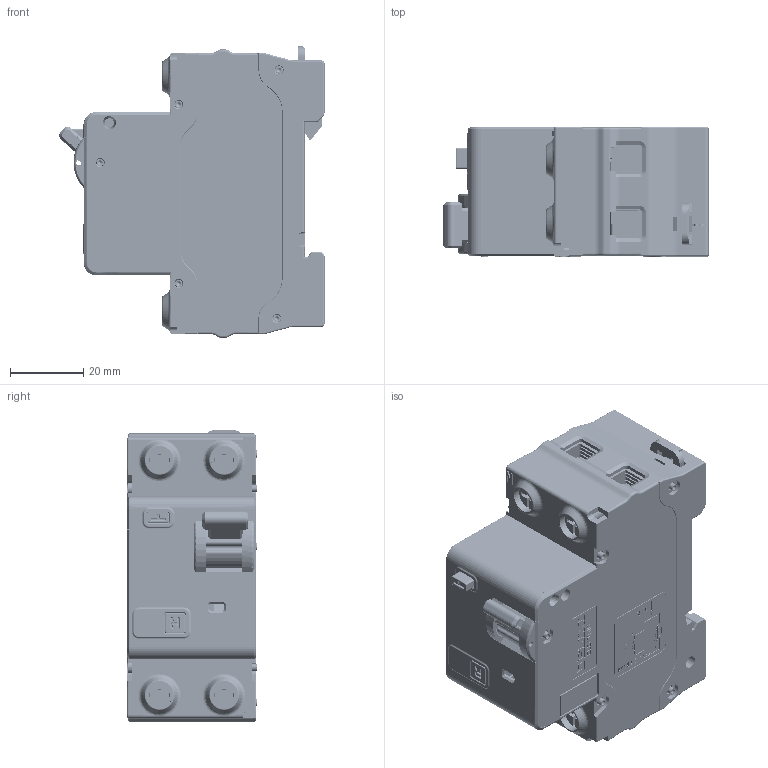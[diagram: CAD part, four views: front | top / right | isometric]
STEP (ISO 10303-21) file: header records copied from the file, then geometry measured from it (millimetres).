
FILE_DESCRIPTION((''),'2;1');
FILE_NAME('2290008100_ASM_SW0001','2022-02-11T',('fangyi.zhu'),(''),'PRO/ENGINEER BY PARAMETRIC TECHNOLOGY CORPORATION, 2015440','PRO/ENGINEER BY PARAMETRIC TECHNOLOGY CORPORATION, 2015440','');
FILE_SCHEMA(('CONFIG_CONTROL_DESIGN'));
Products named in the file (1): 2290008100_ASM_SW0001
Bounding box: 72.69 x 35.55 x 79.9 mm (x, y, z)
Volume: 49755.4 mm3; surface area: 72882.1 mm2
Topology: 3 solids, 3 shells, 7306 faces, 20464 edges, 13191 vertices
Faces by surface type: plane 4300, cylinder 1924, torus 331, extrusion 294, cone 275, sphere 96, bspline 86
Entity records: 244072 total; most frequent: CARTESIAN_POINT 55786, ORIENTED_EDGE 40712, DIRECTION 37581, EDGE_CURVE 20356, VECTOR 14373, LINE 14079, VERTEX_POINT 13189, AXIS2_PLACEMENT_3D 11604
